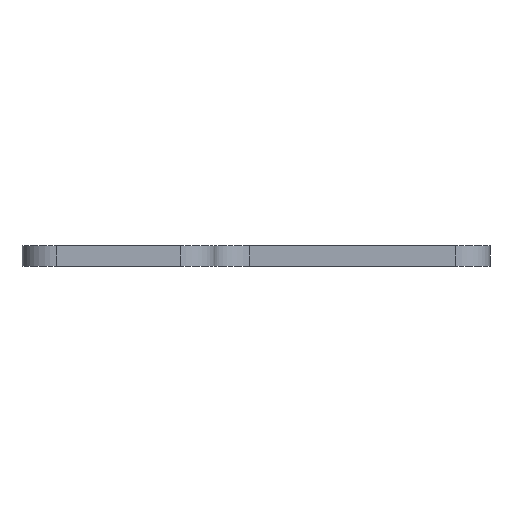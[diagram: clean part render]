
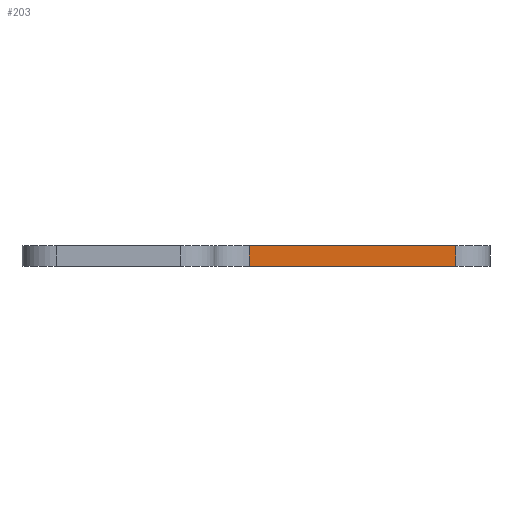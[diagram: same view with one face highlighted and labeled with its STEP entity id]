
A CAD part, left-side view. The second image highlights one B-rep face of the part: STEP entity #203.
In plain terms, the highlighted planar face has unit normal (-1, 0, 0).
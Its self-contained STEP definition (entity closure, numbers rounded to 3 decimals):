
#2 = DIRECTION ( 'NONE',  ( 1., 0., 0. ) ) ;
#17 = DIRECTION ( 'NONE',  ( 0., 0., -1. ) ) ;
#30 = CARTESIAN_POINT ( 'NONE',  ( 7.5, -17.5, 1.5 ) ) ;
#36 = DIRECTION ( 'NONE',  ( 0., -1., 0. ) ) ;
#68 = DIRECTION ( 'NONE',  ( 0., 1., 0. ) ) ;
#74 = AXIS2_PLACEMENT_3D ( 'NONE', #435, #2, #68 ) ;
#77 = LINE ( 'NONE', #648, #583 ) ;
#89 = ORIENTED_EDGE ( 'NONE', *, *, #250, .T. ) ;
#114 = CARTESIAN_POINT ( 'NONE',  ( 7.5, -2.5, 1.5 ) ) ;
#119 = VECTOR ( 'NONE', #36, 1000. ) ;
#168 = VECTOR ( 'NONE', #172, 1000. ) ;
#172 = DIRECTION ( 'NONE',  ( 0., 0., 1. ) ) ;
#203 = ADVANCED_FACE ( 'NONE', ( #638 ), #444, .F. ) ;
#208 = CARTESIAN_POINT ( 'NONE',  ( 7.5, -17.5, 0. ) ) ;
#218 = EDGE_CURVE ( 'NONE', #779, #305, #365, .T. ) ;
#250 = EDGE_CURVE ( 'NONE', #305, #787, #427, .T. ) ;
#295 = CARTESIAN_POINT ( 'NONE',  ( 7.5, 0., 0. ) ) ;
#305 = VERTEX_POINT ( 'NONE', #208 ) ;
#316 = CARTESIAN_POINT ( 'NONE',  ( 7.5, -2.5, 0. ) ) ;
#328 = EDGE_CURVE ( 'NONE', #887, #779, #77, .T. ) ;
#365 = LINE ( 'NONE', #295, #903 ) ;
#368 = EDGE_LOOP ( 'NONE', ( #828, #89, #741, #585 ) ) ;
#427 = LINE ( 'NONE', #778, #168 ) ;
#435 = CARTESIAN_POINT ( 'NONE',  ( 7.5, 0., 1.5 ) ) ;
#444 = PLANE ( 'NONE',  #74 ) ;
#583 = VECTOR ( 'NONE', #17, 1000. ) ;
#585 = ORIENTED_EDGE ( 'NONE', *, *, #328, .T. ) ;
#638 = FACE_OUTER_BOUND ( 'NONE', #368, .T. ) ;
#648 = CARTESIAN_POINT ( 'NONE',  ( 7.5, -2.5, 0. ) ) ;
#738 = EDGE_CURVE ( 'NONE', #887, #787, #822, .T. ) ;
#741 = ORIENTED_EDGE ( 'NONE', *, *, #738, .F. ) ;
#762 = CARTESIAN_POINT ( 'NONE',  ( 7.5, 0., 1.5 ) ) ;
#778 = CARTESIAN_POINT ( 'NONE',  ( 7.5, -17.5, 1.5 ) ) ;
#779 = VERTEX_POINT ( 'NONE', #316 ) ;
#781 = DIRECTION ( 'NONE',  ( 0., -1., 0. ) ) ;
#787 = VERTEX_POINT ( 'NONE', #30 ) ;
#822 = LINE ( 'NONE', #762, #119 ) ;
#828 = ORIENTED_EDGE ( 'NONE', *, *, #218, .T. ) ;
#887 = VERTEX_POINT ( 'NONE', #114 ) ;
#903 = VECTOR ( 'NONE', #781, 1000. ) ;
